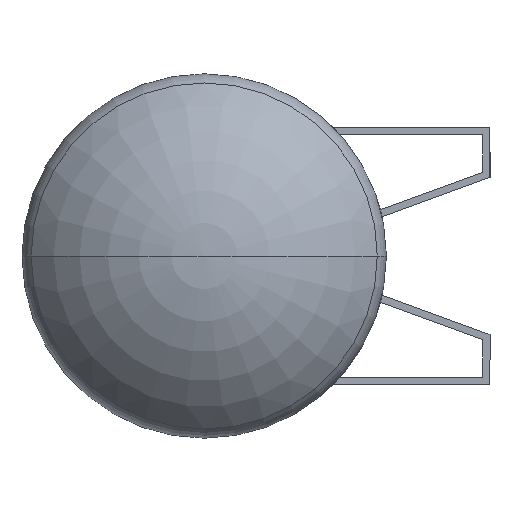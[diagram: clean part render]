
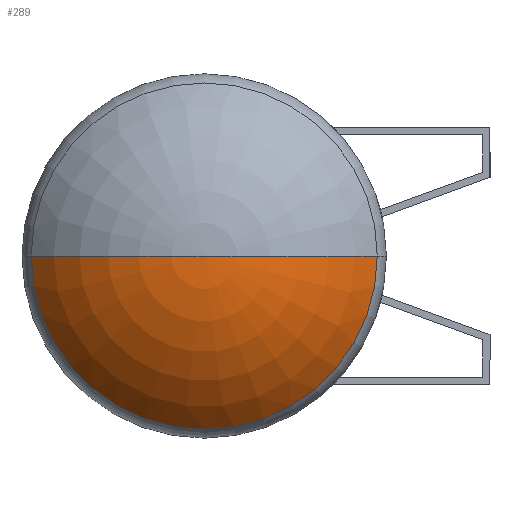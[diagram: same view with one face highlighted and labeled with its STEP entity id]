
A CAD part, left-side view. The second image highlights one B-rep face of the part: STEP entity #289.
In plain terms, the highlighted toroidal (fillet/blend) face has major radius 12.797 mm and minor radius 600 mm.
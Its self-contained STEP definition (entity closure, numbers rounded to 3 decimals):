
#37 = DIRECTION ( 'NONE',  ( 1., 0., 0. ) ) ;
#43 = DIRECTION ( 'NONE',  ( 0., 1., 0. ) ) ;
#69 = EDGE_CURVE ( 'NONE', #1232, #867, #1441, .T. ) ;
#130 = CARTESIAN_POINT ( 'NONE',  ( -980.136, 0., 0. ) ) ;
#149 = CARTESIAN_POINT ( 'NONE',  ( -1580., 0., 0. ) ) ;
#231 = CARTESIAN_POINT ( 'NONE',  ( -1351.133, 0., 0. ) ) ;
#289 = ADVANCED_FACE ( 'NONE', ( #1176 ), #1628, .T. ) ;
#398 = CARTESIAN_POINT ( 'NONE',  ( -980.136, 12.797, 0. ) ) ;
#460 = AXIS2_PLACEMENT_3D ( 'NONE', #231, #1016, #1540 ) ;
#527 = ORIENTED_EDGE ( 'NONE', *, *, #1204, .F. ) ;
#543 = DIRECTION ( 'NONE',  ( 0., 0., 1. ) ) ;
#659 = ORIENTED_EDGE ( 'NONE', *, *, #69, .T. ) ;
#681 = CIRCLE ( 'NONE', #1653, 600. ) ;
#861 = CARTESIAN_POINT ( 'NONE',  ( -1351.133, 484.35, 0. ) ) ;
#867 = VERTEX_POINT ( 'NONE', #149 ) ;
#925 = DIRECTION ( 'NONE',  ( -1., 0., 0. ) ) ;
#933 = CIRCLE ( 'NONE', #460, 484.35 ) ;
#961 = VERTEX_POINT ( 'NONE', #861 ) ;
#966 = EDGE_LOOP ( 'NONE', ( #527, #659, #979 ) ) ;
#979 = ORIENTED_EDGE ( 'NONE', *, *, #1273, .F. ) ;
#1016 = DIRECTION ( 'NONE',  ( 1., 0., 0. ) ) ;
#1073 = DIRECTION ( 'NONE',  ( 0., 1., 0. ) ) ;
#1094 = AXIS2_PLACEMENT_3D ( 'NONE', #130, #925, #1073 ) ;
#1112 = AXIS2_PLACEMENT_3D ( 'NONE', #1364, #1116, #43 ) ;
#1116 = DIRECTION ( 'NONE',  ( 0., 0., -1. ) ) ;
#1176 = FACE_OUTER_BOUND ( 'NONE', #966, .T. ) ;
#1199 = CARTESIAN_POINT ( 'NONE',  ( -1351.133, -484.35, 0. ) ) ;
#1204 = EDGE_CURVE ( 'NONE', #1232, #961, #933, .T. ) ;
#1232 = VERTEX_POINT ( 'NONE', #1199 ) ;
#1273 = EDGE_CURVE ( 'NONE', #961, #867, #681, .T. ) ;
#1364 = CARTESIAN_POINT ( 'NONE',  ( -980.136, -12.797, 0. ) ) ;
#1441 = CIRCLE ( 'NONE', #1112, 600. ) ;
#1540 = DIRECTION ( 'NONE',  ( 0., 1., 0. ) ) ;
#1628 = TOROIDAL_SURFACE ( 'NONE', #1094, 12.797, 600. ) ;
#1653 = AXIS2_PLACEMENT_3D ( 'NONE', #398, #543, #37 ) ;
